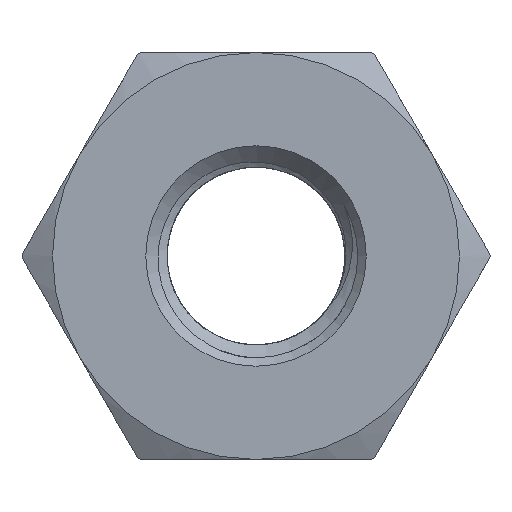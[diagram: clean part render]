
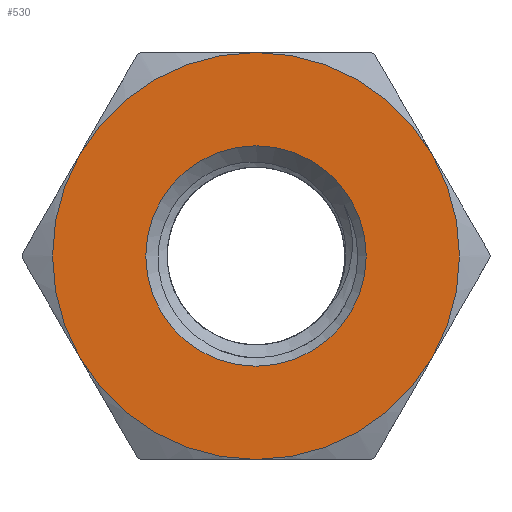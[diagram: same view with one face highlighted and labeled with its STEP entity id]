
A CAD part, left-side view. The second image highlights one B-rep face of the part: STEP entity #530.
In plain terms, the highlighted planar face has unit normal (-1, 0, 0).
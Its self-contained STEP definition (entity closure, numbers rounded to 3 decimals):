
#71=PLANE('',#597);
#92=FACE_BOUND('',#163,.T.);
#124=FACE_OUTER_BOUND('',#162,.T.);
#162=EDGE_LOOP('',(#478,#479,#480,#481,#482,#483));
#163=EDGE_LOOP('',(#484));
#169=CIRCLE('',#544,6.5);
#179=CIRCLE('',#568,12.);
#181=CIRCLE('',#571,12.);
#184=CIRCLE('',#575,12.);
#185=CIRCLE('',#577,12.);
#188=CIRCLE('',#581,12.);
#195=CIRCLE('',#595,12.);
#217=VERTEX_POINT('',#790);
#234=VERTEX_POINT('',#4773);
#239=VERTEX_POINT('',#4788);
#244=VERTEX_POINT('',#4803);
#251=VERTEX_POINT('',#4822);
#254=VERTEX_POINT('',#4833);
#259=VERTEX_POINT('',#4848);
#267=EDGE_CURVE('',#217,#217,#169,.T.);
#321=EDGE_CURVE('',#251,#259,#179,.T.);
#323=EDGE_CURVE('',#244,#251,#181,.T.);
#326=EDGE_CURVE('',#259,#239,#184,.T.);
#327=EDGE_CURVE('',#239,#254,#185,.T.);
#330=EDGE_CURVE('',#254,#234,#188,.T.);
#337=EDGE_CURVE('',#234,#244,#195,.T.);
#478=ORIENTED_EDGE('',*,*,#337,.F.);
#479=ORIENTED_EDGE('',*,*,#330,.F.);
#480=ORIENTED_EDGE('',*,*,#327,.F.);
#481=ORIENTED_EDGE('',*,*,#326,.F.);
#482=ORIENTED_EDGE('',*,*,#321,.F.);
#483=ORIENTED_EDGE('',*,*,#323,.F.);
#484=ORIENTED_EDGE('',*,*,#267,.T.);
#530=ADVANCED_FACE('',(#124,#92),#71,.T.);
#544=AXIS2_PLACEMENT_3D('',#791,#608,#609);
#568=AXIS2_PLACEMENT_3D('',#4862,#674,#675);
#571=AXIS2_PLACEMENT_3D('',#4865,#680,#681);
#575=AXIS2_PLACEMENT_3D('',#4869,#688,#689);
#577=AXIS2_PLACEMENT_3D('',#4871,#692,#693);
#581=AXIS2_PLACEMENT_3D('',#4875,#700,#701);
#595=AXIS2_PLACEMENT_3D('',#4889,#728,#729);
#597=AXIS2_PLACEMENT_3D('',#4891,#732,#733);
#608=DIRECTION('center_axis',(1.,0.,0.));
#609=DIRECTION('ref_axis',(0.,1.,0.));
#674=DIRECTION('center_axis',(1.,0.,0.));
#675=DIRECTION('ref_axis',(0.,-1.,0.));
#680=DIRECTION('center_axis',(1.,0.,0.));
#681=DIRECTION('ref_axis',(0.,-1.,0.));
#688=DIRECTION('center_axis',(1.,0.,0.));
#689=DIRECTION('ref_axis',(0.,-1.,0.));
#692=DIRECTION('center_axis',(1.,0.,0.));
#693=DIRECTION('ref_axis',(0.,-1.,0.));
#700=DIRECTION('center_axis',(1.,0.,0.));
#701=DIRECTION('ref_axis',(0.,-1.,0.));
#728=DIRECTION('center_axis',(1.,0.,0.));
#729=DIRECTION('ref_axis',(0.,-1.,0.));
#732=DIRECTION('center_axis',(-1.,0.,0.));
#733=DIRECTION('ref_axis',(0.,0.,1.));
#790=CARTESIAN_POINT('',(-19.,6.5,0.));
#791=CARTESIAN_POINT('Origin',(-19.,0.,0.));
#4773=CARTESIAN_POINT('',(-19.,10.392,-6.));
#4788=CARTESIAN_POINT('',(-19.,-10.392,-6.));
#4803=CARTESIAN_POINT('',(-19.,10.392,6.));
#4822=CARTESIAN_POINT('',(-19.,0.,12.));
#4833=CARTESIAN_POINT('',(-19.,0.,-12.));
#4848=CARTESIAN_POINT('',(-19.,-10.392,6.));
#4862=CARTESIAN_POINT('Origin',(-19.,0.,0.));
#4865=CARTESIAN_POINT('Origin',(-19.,0.,0.));
#4869=CARTESIAN_POINT('Origin',(-19.,0.,0.));
#4871=CARTESIAN_POINT('Origin',(-19.,0.,0.));
#4875=CARTESIAN_POINT('Origin',(-19.,0.,0.));
#4889=CARTESIAN_POINT('Origin',(-19.,0.,0.));
#4891=CARTESIAN_POINT('Origin',(-19.,13.8,0.));
